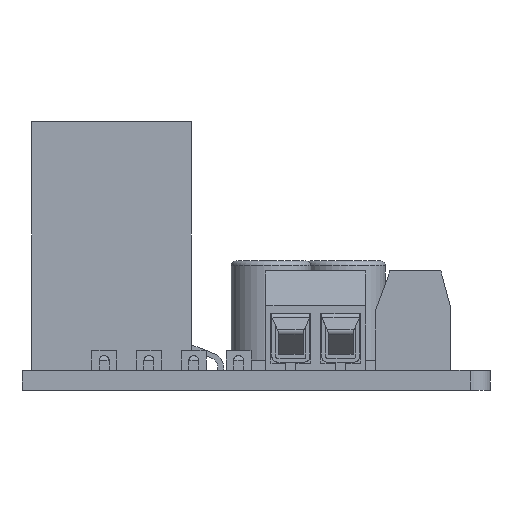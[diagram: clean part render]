
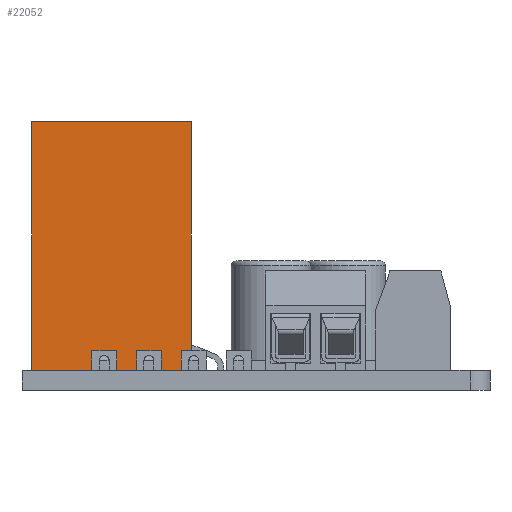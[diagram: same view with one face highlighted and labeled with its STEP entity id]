
A CAD part, left-side view. The second image highlights one B-rep face of the part: STEP entity #22052.
In plain terms, the highlighted planar face has unit normal (-1, 0, 0).
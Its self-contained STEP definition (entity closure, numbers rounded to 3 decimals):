
#1156=PLANE('',#23736);
#2243=FACE_OUTER_BOUND('',#3492,.T.);
#3492=EDGE_LOOP('',(#19524,#19525,#19526,#19527));
#4520=LINE('',#30761,#6925);
#6393=LINE('',#35465,#8798);
#6412=LINE('',#35502,#8817);
#6413=LINE('',#35504,#8818);
#6925=VECTOR('',#24793,10.);
#8798=VECTOR('',#29322,10.);
#8817=VECTOR('',#29359,10.);
#8818=VECTOR('',#29362,10.);
#9249=VERTEX_POINT('',#30758);
#9250=VERTEX_POINT('',#30760);
#10753=VERTEX_POINT('',#35464);
#10762=VERTEX_POINT('',#35500);
#11385=EDGE_CURVE('',#9249,#9250,#4520,.T.);
#13704=EDGE_CURVE('',#9250,#10753,#6393,.T.);
#13723=EDGE_CURVE('',#9249,#10762,#6412,.T.);
#13724=EDGE_CURVE('',#10753,#10762,#6413,.T.);
#19524=ORIENTED_EDGE('',*,*,#11385,.F.);
#19525=ORIENTED_EDGE('',*,*,#13723,.T.);
#19526=ORIENTED_EDGE('',*,*,#13724,.F.);
#19527=ORIENTED_EDGE('',*,*,#13704,.F.);
#22052=ADVANCED_FACE('',(#2243),#1156,.T.);
#23736=AXIS2_PLACEMENT_3D('',#35503,#29360,#29361);
#24793=DIRECTION('',(0.,1.,0.));
#29322=DIRECTION('',(0.,0.,1.));
#29359=DIRECTION('',(0.,0.,1.));
#29360=DIRECTION('center_axis',(-1.,0.,0.));
#29361=DIRECTION('ref_axis',(0.,-1.,0.));
#29362=DIRECTION('',(0.,-1.,0.));
#30758=CARTESIAN_POINT('',(-11.75,6.5,1.));
#30760=CARTESIAN_POINT('',(-11.75,22.5,1.));
#30761=CARTESIAN_POINT('',(-11.75,11.25,1.));
#35464=CARTESIAN_POINT('',(-11.75,22.5,26.));
#35465=CARTESIAN_POINT('',(-11.75,22.5,1.));
#35500=CARTESIAN_POINT('',(-11.75,6.5,26.));
#35502=CARTESIAN_POINT('',(-11.75,6.5,1.));
#35503=CARTESIAN_POINT('Origin',(-11.75,22.5,1.));
#35504=CARTESIAN_POINT('',(-11.75,22.5,26.));
